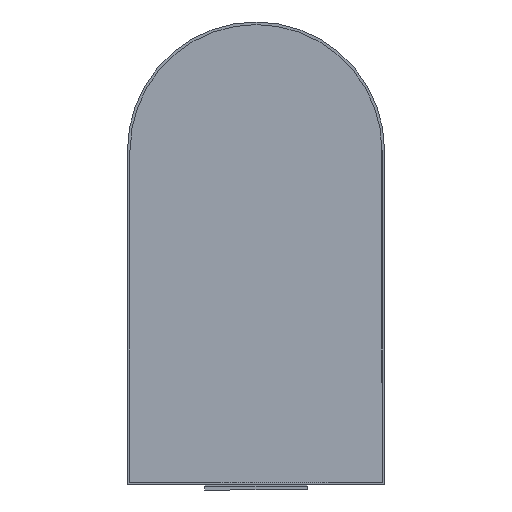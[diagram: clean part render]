
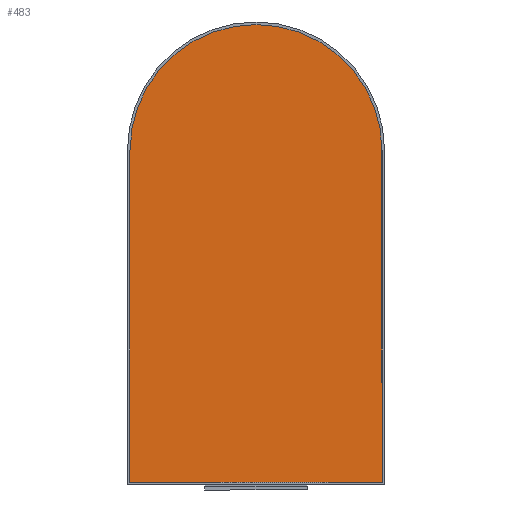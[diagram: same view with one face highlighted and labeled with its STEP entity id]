
A CAD part, front view. The second image highlights one B-rep face of the part: STEP entity #483.
In plain terms, the highlighted planar face has unit normal (0, -1, 0).
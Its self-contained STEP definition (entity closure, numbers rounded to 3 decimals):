
#52=CIRCLE('',#564,4.9);
#120=ORIENTED_EDGE('',*,*,#202,.F.);
#121=ORIENTED_EDGE('',*,*,#211,.F.);
#122=ORIENTED_EDGE('',*,*,#208,.F.);
#123=ORIENTED_EDGE('',*,*,#205,.F.);
#202=EDGE_CURVE('',#254,#255,#298,.T.);
#205=EDGE_CURVE('',#255,#257,#52,.T.);
#208=EDGE_CURVE('',#257,#259,#302,.T.);
#211=EDGE_CURVE('',#259,#254,#305,.T.);
#254=VERTEX_POINT('',#773);
#255=VERTEX_POINT('',#775);
#257=VERTEX_POINT('',#781);
#259=VERTEX_POINT('',#787);
#298=LINE('',#774,#352);
#302=LINE('',#786,#356);
#305=LINE('',#791,#359);
#352=VECTOR('',#640,1000.);
#356=VECTOR('',#652,1000.);
#359=VECTOR('',#657,1000.);
#400=EDGE_LOOP('',(#120,#121,#122,#123));
#430=FACE_BOUND('',#400,.T.);
#455=PLANE('',#567);
#483=ADVANCED_FACE('',(#430),#455,.F.);
#564=AXIS2_PLACEMENT_3D('',#780,#646,#647);
#567=AXIS2_PLACEMENT_3D('',#792,#658,#659);
#640=DIRECTION('',(0.,0.,1.));
#646=DIRECTION('',(0.,1.,0.));
#647=DIRECTION('',(-1.,0.,0.));
#652=DIRECTION('',(0.,0.,-1.));
#657=DIRECTION('',(-1.,0.,0.));
#658=DIRECTION('',(0.,1.,0.));
#659=DIRECTION('',(0.,0.,1.));
#773=CARTESIAN_POINT('',(-4.9,-500.,0.1));
#774=CARTESIAN_POINT('',(-4.9,-500.,13.));
#775=CARTESIAN_POINT('',(-4.9,-500.,13.));
#780=CARTESIAN_POINT('',(0.,-500.,13.));
#781=CARTESIAN_POINT('',(4.9,-500.,13.));
#786=CARTESIAN_POINT('',(4.9,-500.,13.));
#787=CARTESIAN_POINT('',(4.9,-500.,0.1));
#791=CARTESIAN_POINT('',(4.9,-500.,0.1));
#792=CARTESIAN_POINT('',(0.,-500.,13.));
